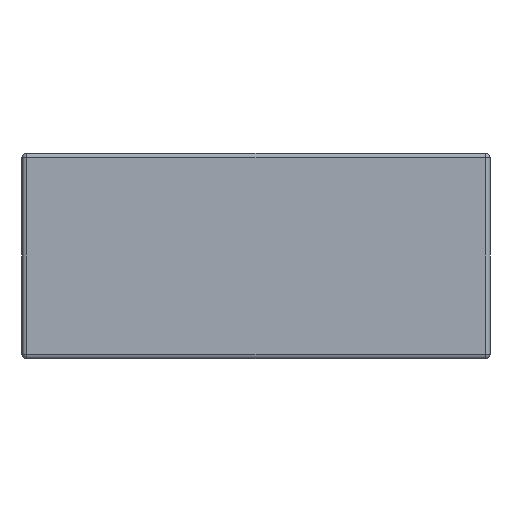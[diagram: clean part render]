
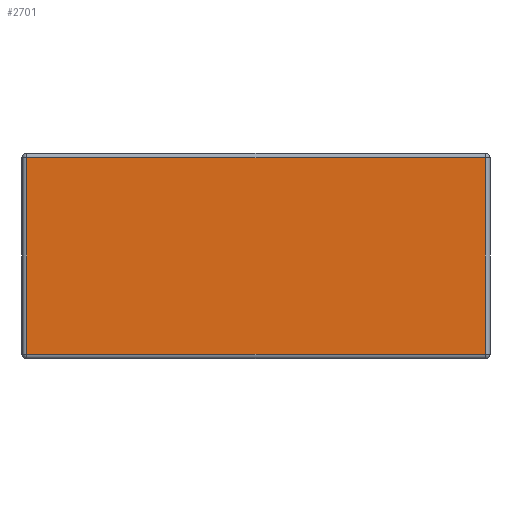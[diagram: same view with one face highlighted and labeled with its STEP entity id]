
A CAD part, left-side view. The second image highlights one B-rep face of the part: STEP entity #2701.
In plain terms, the highlighted planar face has unit normal (-1, 0, 0).
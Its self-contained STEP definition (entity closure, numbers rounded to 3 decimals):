
#71 = ORIENTED_EDGE ( 'NONE', *, *, #302, .T. ) ;
#209 = DIRECTION ( 'NONE',  ( -1., 0., 0. ) ) ;
#260 = DIRECTION ( 'NONE',  ( 0., 0., 1. ) ) ;
#302 = EDGE_CURVE ( 'NONE', #2218, #2385, #2503, .T. ) ;
#439 = EDGE_CURVE ( 'NONE', #2604, #2218, #2924, .T. ) ;
#684 = ORIENTED_EDGE ( 'NONE', *, *, #2675, .T. ) ;
#756 = VECTOR ( 'NONE', #1453, 1000. ) ;
#818 = CARTESIAN_POINT ( 'NONE',  ( -2.85, 2.45, 0. ) ) ;
#841 = CARTESIAN_POINT ( 'NONE',  ( -2.85, -2.45, 0.05 ) ) ;
#1049 = ORIENTED_EDGE ( 'NONE', *, *, #439, .T. ) ;
#1060 = DIRECTION ( 'NONE',  ( 0., 0., -1. ) ) ;
#1390 = EDGE_LOOP ( 'NONE', ( #2625, #1049, #71, #684 ) ) ;
#1415 = DIRECTION ( 'NONE',  ( 0., -1., 0. ) ) ;
#1426 = CARTESIAN_POINT ( 'NONE',  ( -2.85, 2.45, 2.15 ) ) ;
#1453 = DIRECTION ( 'NONE',  ( 0., 0., 1. ) ) ;
#1487 = CARTESIAN_POINT ( 'NONE',  ( -2.85, -2.45, 2.15 ) ) ;
#1527 = VECTOR ( 'NONE', #1647, 1000. ) ;
#1647 = DIRECTION ( 'NONE',  ( 0., 1., 0. ) ) ;
#1682 = VECTOR ( 'NONE', #1060, 1000. ) ;
#1719 = CARTESIAN_POINT ( 'NONE',  ( -2.85, -2.45, 2.2 ) ) ;
#1722 = CARTESIAN_POINT ( 'NONE',  ( -2.85, -2.5, 0.05 ) ) ;
#1985 = LINE ( 'NONE', #2661, #1527 ) ;
#2218 = VERTEX_POINT ( 'NONE', #2493 ) ;
#2385 = VERTEX_POINT ( 'NONE', #841 ) ;
#2493 = CARTESIAN_POINT ( 'NONE',  ( -2.85, 2.45, 0.05 ) ) ;
#2503 = LINE ( 'NONE', #1722, #3257 ) ;
#2550 = FACE_OUTER_BOUND ( 'NONE', #1390, .T. ) ;
#2597 = CARTESIAN_POINT ( 'NONE',  ( -2.85, 0., 2.2 ) ) ;
#2598 = AXIS2_PLACEMENT_3D ( 'NONE', #2597, #209, #260 ) ;
#2604 = VERTEX_POINT ( 'NONE', #1426 ) ;
#2619 = VERTEX_POINT ( 'NONE', #1487 ) ;
#2625 = ORIENTED_EDGE ( 'NONE', *, *, #3181, .T. ) ;
#2661 = CARTESIAN_POINT ( 'NONE',  ( -2.85, 0., 2.15 ) ) ;
#2675 = EDGE_CURVE ( 'NONE', #2385, #2619, #3344, .T. ) ;
#2701 = ADVANCED_FACE ( 'NONE', ( #2550 ), #3149, .T. ) ;
#2924 = LINE ( 'NONE', #818, #1682 ) ;
#3149 = PLANE ( 'NONE',  #2598 ) ;
#3181 = EDGE_CURVE ( 'NONE', #2619, #2604, #1985, .T. ) ;
#3257 = VECTOR ( 'NONE', #1415, 1000. ) ;
#3344 = LINE ( 'NONE', #1719, #756 ) ;
